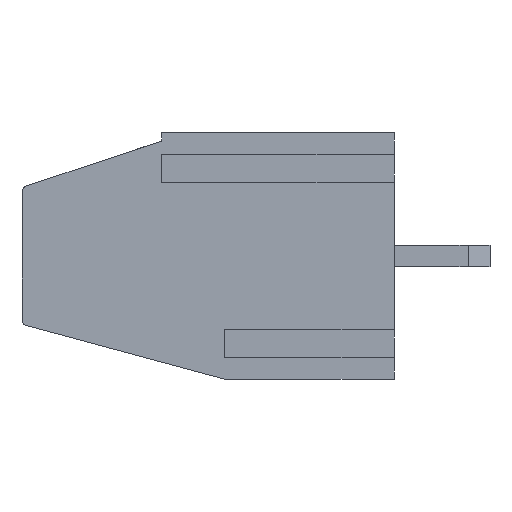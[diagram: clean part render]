
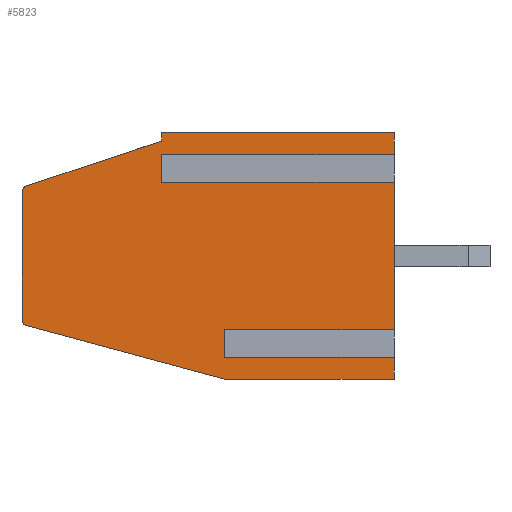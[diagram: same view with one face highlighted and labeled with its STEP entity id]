
A CAD part, left-side view. The second image highlights one B-rep face of the part: STEP entity #5823.
In plain terms, the highlighted planar face has unit normal (-1, 0, 0).
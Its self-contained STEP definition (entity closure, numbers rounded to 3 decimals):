
#151 = VERTEX_POINT ( 'NONE', #10362 ) ;
#856 = EDGE_CURVE ( 'NONE', #151, #2587, #29170, .T. ) ;
#936 = LINE ( 'NONE', #19584, #18830 ) ;
#1281 = LINE ( 'NONE', #10679, #7469 ) ;
#1429 = DIRECTION ( 'NONE',  ( 0., -0.949, 0.316 ) ) ;
#1449 = VERTEX_POINT ( 'NONE', #14803 ) ;
#1486 = ORIENTED_EDGE ( 'NONE', *, *, #18843, .F. ) ;
#1553 = CARTESIAN_POINT ( 'NONE',  ( 0., 6.2, 0. ) ) ;
#1885 = LINE ( 'NONE', #4381, #8906 ) ;
#2587 = VERTEX_POINT ( 'NONE', #22405 ) ;
#2659 = VERTEX_POINT ( 'NONE', #30653 ) ;
#2750 = ORIENTED_EDGE ( 'NONE', *, *, #16180, .T. ) ;
#3055 = EDGE_CURVE ( 'NONE', #29358, #17818, #11082, .T. ) ;
#3417 = DIRECTION ( 'NONE',  ( 0., 0., 1. ) ) ;
#3575 = ORIENTED_EDGE ( 'NONE', *, *, #25047, .T. ) ;
#3973 = ORIENTED_EDGE ( 'NONE', *, *, #30447, .T. ) ;
#4311 = VERTEX_POINT ( 'NONE', #10549 ) ;
#4320 = ORIENTED_EDGE ( 'NONE', *, *, #24109, .F. ) ;
#4381 = CARTESIAN_POINT ( 'NONE',  ( 0., 6.2, 1.007 ) ) ;
#5105 = VERTEX_POINT ( 'NONE', #15344 ) ;
#5223 = ORIENTED_EDGE ( 'NONE', *, *, #10937, .F. ) ;
#5449 = CARTESIAN_POINT ( 'NONE',  ( 0., 13.6, 9. ) ) ;
#5786 = VECTOR ( 'NONE', #1429, 1000. ) ;
#5823 = ADVANCED_FACE ( 'NONE', ( #14230 ), #7113, .F. ) ;
#5865 = CARTESIAN_POINT ( 'NONE',  ( 0., 13.463, 7.046 ) ) ;
#6467 = DIRECTION ( 'NONE',  ( 0., 0.965, 0.261 ) ) ;
#6728 = ORIENTED_EDGE ( 'NONE', *, *, #28794, .T. ) ;
#7113 = PLANE ( 'NONE',  #7471 ) ;
#7129 = CARTESIAN_POINT ( 'NONE',  ( 0., 0., 7.993 ) ) ;
#7469 = VECTOR ( 'NONE', #10826, 1000. ) ;
#7471 = AXIS2_PLACEMENT_3D ( 'NONE', #23652, #11925, #14377 ) ;
#7881 = VERTEX_POINT ( 'NONE', #5865 ) ;
#7989 = CARTESIAN_POINT ( 'NONE',  ( 0., 8.5, 7.993 ) ) ;
#7993 = DIRECTION ( 'NONE',  ( 0., 0., 1. ) ) ;
#8186 = VECTOR ( 'NONE', #19876, 1000. ) ;
#8354 = CARTESIAN_POINT ( 'NONE',  ( 0., 8.5, 7.993 ) ) ;
#8430 = CARTESIAN_POINT ( 'NONE',  ( 0., 6.2, 0. ) ) ;
#8520 = VECTOR ( 'NONE', #19447, 1000. ) ;
#8666 = EDGE_CURVE ( 'NONE', #11754, #4311, #29041, .T. ) ;
#8906 = VECTOR ( 'NONE', #26102, 1000. ) ;
#9201 = CARTESIAN_POINT ( 'NONE',  ( 0., 13.6, 2.153 ) ) ;
#9877 = ORIENTED_EDGE ( 'NONE', *, *, #856, .F. ) ;
#10012 = CARTESIAN_POINT ( 'NONE',  ( 0., 8.5, 7.407 ) ) ;
#10276 = VERTEX_POINT ( 'NONE', #7129 ) ;
#10362 = CARTESIAN_POINT ( 'NONE',  ( 0., 8.5, 7.993 ) ) ;
#10549 = CARTESIAN_POINT ( 'NONE',  ( 0., 0., 1.007 ) ) ;
#10679 = CARTESIAN_POINT ( 'NONE',  ( 0., 13.6, 0. ) ) ;
#10780 = LINE ( 'NONE', #20014, #16587 ) ;
#10826 = DIRECTION ( 'NONE',  ( 0., -1., 0. ) ) ;
#10937 = EDGE_CURVE ( 'NONE', #7881, #16317, #20524, .T. ) ;
#11082 = CIRCLE ( 'NONE', #22892, 0.2 ) ;
#11175 = ORIENTED_EDGE ( 'NONE', *, *, #23004, .F. ) ;
#11514 = ORIENTED_EDGE ( 'NONE', *, *, #24141, .F. ) ;
#11730 = ORIENTED_EDGE ( 'NONE', *, *, #15624, .F. ) ;
#11754 = VERTEX_POINT ( 'NONE', #14515 ) ;
#11925 = DIRECTION ( 'NONE',  ( 1., 0., 0. ) ) ;
#12451 = LINE ( 'NONE', #23897, #15426 ) ;
#12454 = ORIENTED_EDGE ( 'NONE', *, *, #29223, .T. ) ;
#12622 = LINE ( 'NONE', #5449, #25252 ) ;
#12711 = EDGE_LOOP ( 'NONE', ( #5223, #6728, #4320, #17916, #29013, #1486, #3575, #14929, #16724, #14723, #2750, #12454, #11175, #9877, #3973, #16480, #11730, #11514 ) ) ;
#12712 = LINE ( 'NONE', #20123, #28476 ) ;
#12758 = EDGE_CURVE ( 'NONE', #14894, #5105, #27977, .T. ) ;
#13202 = DIRECTION ( 'NONE',  ( -1., 0., 0. ) ) ;
#13558 = EDGE_CURVE ( 'NONE', #14894, #4311, #1885, .T. ) ;
#14063 = CIRCLE ( 'NONE', #18012, 0.2 ) ;
#14230 = FACE_OUTER_BOUND ( 'NONE', #12711, .T. ) ;
#14359 = LINE ( 'NONE', #28605, #8520 ) ;
#14377 = DIRECTION ( 'NONE',  ( 0., 0., -1. ) ) ;
#14515 = CARTESIAN_POINT ( 'NONE',  ( 0., 0., 0. ) ) ;
#14723 = ORIENTED_EDGE ( 'NONE', *, *, #12758, .T. ) ;
#14803 = CARTESIAN_POINT ( 'NONE',  ( 0., 0., 9. ) ) ;
#14894 = VERTEX_POINT ( 'NONE', #25066 ) ;
#14929 = ORIENTED_EDGE ( 'NONE', *, *, #8666, .T. ) ;
#14949 = DIRECTION ( 'NONE',  ( 0., 0., 1. ) ) ;
#15142 = CARTESIAN_POINT ( 'NONE',  ( 0., 13.6, 7. ) ) ;
#15228 = LINE ( 'NONE', #24201, #17015 ) ;
#15344 = CARTESIAN_POINT ( 'NONE',  ( 0., 6.2, 1.593 ) ) ;
#15426 = VECTOR ( 'NONE', #16943, 1000. ) ;
#15624 = EDGE_CURVE ( 'NONE', #2659, #1449, #12451, .T. ) ;
#16003 = CARTESIAN_POINT ( 'NONE',  ( 0., 8.5, 8.7 ) ) ;
#16180 = EDGE_CURVE ( 'NONE', #5105, #24643, #14359, .T. ) ;
#16317 = VERTEX_POINT ( 'NONE', #16003 ) ;
#16480 = ORIENTED_EDGE ( 'NONE', *, *, #29479, .T. ) ;
#16587 = VECTOR ( 'NONE', #20154, 1000. ) ;
#16724 = ORIENTED_EDGE ( 'NONE', *, *, #13558, .F. ) ;
#16943 = DIRECTION ( 'NONE',  ( 0., -1., 0. ) ) ;
#17015 = VECTOR ( 'NONE', #3417, 1000. ) ;
#17395 = DIRECTION ( 'NONE',  ( 0., 0., -1. ) ) ;
#17562 = CARTESIAN_POINT ( 'NONE',  ( 0., 0., 9. ) ) ;
#17727 = VECTOR ( 'NONE', #21434, 1000. ) ;
#17818 = VERTEX_POINT ( 'NONE', #24872 ) ;
#17903 = LINE ( 'NONE', #8354, #22945 ) ;
#17916 = ORIENTED_EDGE ( 'NONE', *, *, #3055, .T. ) ;
#18012 = AXIS2_PLACEMENT_3D ( 'NONE', #25620, #23442, #21595 ) ;
#18830 = VECTOR ( 'NONE', #14949, 1000. ) ;
#18843 = EDGE_CURVE ( 'NONE', #24508, #25761, #15228, .T. ) ;
#19447 = DIRECTION ( 'NONE',  ( 0., -1., 0. ) ) ;
#19584 = CARTESIAN_POINT ( 'NONE',  ( 0., 8.5, 8.7 ) ) ;
#19876 = DIRECTION ( 'NONE',  ( 0., 0., 1. ) ) ;
#19979 = VERTEX_POINT ( 'NONE', #30675 ) ;
#20014 = CARTESIAN_POINT ( 'NONE',  ( 0., 0., 9. ) ) ;
#20123 = CARTESIAN_POINT ( 'NONE',  ( 0., 0., 9. ) ) ;
#20154 = DIRECTION ( 'NONE',  ( 0., 0., 1. ) ) ;
#20428 = DIRECTION ( 'NONE',  ( 0., 0., 1. ) ) ;
#20469 = CARTESIAN_POINT ( 'NONE',  ( 0., 13.4, 2.153 ) ) ;
#20524 = LINE ( 'NONE', #15142, #5786 ) ;
#20937 = DIRECTION ( 'NONE',  ( 0., 0., -1. ) ) ;
#21149 = DIRECTION ( 'NONE',  ( 0., 0., 1. ) ) ;
#21434 = DIRECTION ( 'NONE',  ( 0., -1., 0. ) ) ;
#21595 = DIRECTION ( 'NONE',  ( 0., 0., -1. ) ) ;
#21628 = CARTESIAN_POINT ( 'NONE',  ( 0., 13.6, 6.856 ) ) ;
#22056 = VERTEX_POINT ( 'NONE', #21628 ) ;
#22405 = CARTESIAN_POINT ( 'NONE',  ( 0., 8.5, 7.407 ) ) ;
#22573 = CARTESIAN_POINT ( 'NONE',  ( 0., 0., 1.593 ) ) ;
#22716 = LINE ( 'NONE', #25209, #30687 ) ;
#22892 = AXIS2_PLACEMENT_3D ( 'NONE', #20469, #13202, #20937 ) ;
#22945 = VECTOR ( 'NONE', #26899, 1000. ) ;
#23004 = EDGE_CURVE ( 'NONE', #2587, #19979, #24060, .T. ) ;
#23442 = DIRECTION ( 'NONE',  ( -1., 0., 0. ) ) ;
#23652 = CARTESIAN_POINT ( 'NONE',  ( 0., 13.6, 9. ) ) ;
#23897 = CARTESIAN_POINT ( 'NONE',  ( 0., 13.6, 9. ) ) ;
#24060 = LINE ( 'NONE', #10012, #17727 ) ;
#24109 = EDGE_CURVE ( 'NONE', #29358, #22056, #12622, .T. ) ;
#24141 = EDGE_CURVE ( 'NONE', #16317, #2659, #936, .T. ) ;
#24201 = CARTESIAN_POINT ( 'NONE',  ( 0., 6.2, 0. ) ) ;
#24508 = VERTEX_POINT ( 'NONE', #8430 ) ;
#24643 = VERTEX_POINT ( 'NONE', #22573 ) ;
#24719 = EDGE_CURVE ( 'NONE', #25761, #17818, #22716, .T. ) ;
#24872 = CARTESIAN_POINT ( 'NONE',  ( 0., 13.452, 1.96 ) ) ;
#25047 = EDGE_CURVE ( 'NONE', #24508, #11754, #1281, .T. ) ;
#25066 = CARTESIAN_POINT ( 'NONE',  ( 0., 6.2, 1.007 ) ) ;
#25209 = CARTESIAN_POINT ( 'NONE',  ( 0., 13.6, 2. ) ) ;
#25252 = VECTOR ( 'NONE', #7993, 1000. ) ;
#25485 = CARTESIAN_POINT ( 'NONE',  ( 0., 6.2, 1.007 ) ) ;
#25620 = CARTESIAN_POINT ( 'NONE',  ( 0., 13.4, 6.856 ) ) ;
#25761 = VERTEX_POINT ( 'NONE', #1553 ) ;
#26102 = DIRECTION ( 'NONE',  ( 0., -1., 0. ) ) ;
#26160 = VECTOR ( 'NONE', #21149, 1000. ) ;
#26899 = DIRECTION ( 'NONE',  ( 0., -1., 0. ) ) ;
#27977 = LINE ( 'NONE', #25485, #26160 ) ;
#28476 = VECTOR ( 'NONE', #20428, 1000. ) ;
#28605 = CARTESIAN_POINT ( 'NONE',  ( 0., 6.2, 1.593 ) ) ;
#28794 = EDGE_CURVE ( 'NONE', #7881, #22056, #14063, .T. ) ;
#29013 = ORIENTED_EDGE ( 'NONE', *, *, #24719, .F. ) ;
#29041 = LINE ( 'NONE', #17562, #8186 ) ;
#29170 = LINE ( 'NONE', #7989, #29585 ) ;
#29223 = EDGE_CURVE ( 'NONE', #24643, #19979, #10780, .T. ) ;
#29358 = VERTEX_POINT ( 'NONE', #9201 ) ;
#29479 = EDGE_CURVE ( 'NONE', #10276, #1449, #12712, .T. ) ;
#29585 = VECTOR ( 'NONE', #17395, 1000. ) ;
#30447 = EDGE_CURVE ( 'NONE', #151, #10276, #17903, .T. ) ;
#30653 = CARTESIAN_POINT ( 'NONE',  ( 0., 8.5, 9. ) ) ;
#30675 = CARTESIAN_POINT ( 'NONE',  ( 0., 0., 7.407 ) ) ;
#30687 = VECTOR ( 'NONE', #6467, 1000. ) ;
